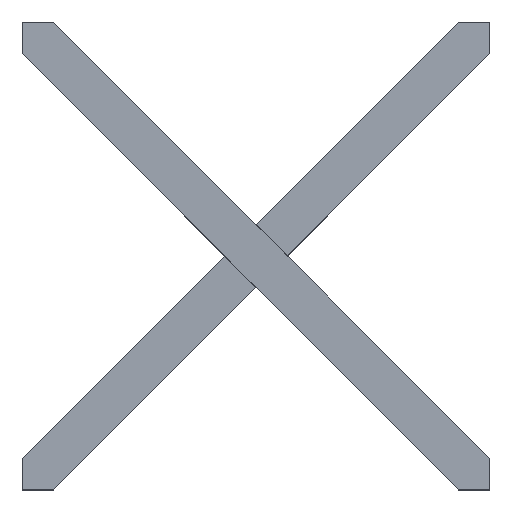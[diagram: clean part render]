
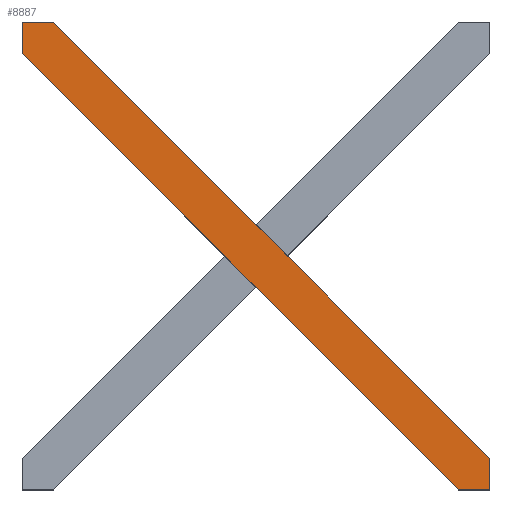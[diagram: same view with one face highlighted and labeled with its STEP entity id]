
A CAD part, top view. The second image highlights one B-rep face of the part: STEP entity #8887.
In plain terms, the highlighted planar face has unit normal (0, 0, 1).
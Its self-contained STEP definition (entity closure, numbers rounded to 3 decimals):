
#41 = DIRECTION ( 'NONE',  ( 0.707, -0.707, 0. ) ) ;
#209 = EDGE_LOOP ( 'NONE', ( #2322, #10540, #3719, #758, #3189, #1921, #9410, #9737, #7703, #8484, #13513, #2314, #3516, #6118 ) ) ;
#322 = CARTESIAN_POINT ( 'NONE',  ( -4.243, 4.243, 12. ) ) ;
#415 = LINE ( 'NONE', #2228, #11485 ) ;
#705 = EDGE_CURVE ( 'NONE', #6866, #11227, #3647, .T. ) ;
#758 = ORIENTED_EDGE ( 'NONE', *, *, #705, .T. ) ;
#829 = LINE ( 'NONE', #8349, #9736 ) ;
#944 = CARTESIAN_POINT ( 'NONE',  ( 62.5, -54.015, 12. ) ) ;
#1150 = VECTOR ( 'NONE', #6051, 1000. ) ;
#1244 = PLANE ( 'NONE',  #9876 ) ;
#1546 = CARTESIAN_POINT ( 'NONE',  ( -8.485, 0., 12. ) ) ;
#1644 = VERTEX_POINT ( 'NONE', #1546 ) ;
#1921 = ORIENTED_EDGE ( 'NONE', *, *, #8467, .T. ) ;
#2228 = CARTESIAN_POINT ( 'NONE',  ( 0., -8.485, 12. ) ) ;
#2234 = LINE ( 'NONE', #8753, #11621 ) ;
#2288 = VERTEX_POINT ( 'NONE', #5584 ) ;
#2314 = ORIENTED_EDGE ( 'NONE', *, *, #13837, .T. ) ;
#2322 = ORIENTED_EDGE ( 'NONE', *, *, #5696, .F. ) ;
#2349 = EDGE_CURVE ( 'NONE', #8039, #2288, #10183, .T. ) ;
#2711 = VECTOR ( 'NONE', #4811, 1000. ) ;
#2752 = CARTESIAN_POINT ( 'NONE',  ( 0.035, -8.45, 12. ) ) ;
#2912 = DIRECTION ( 'NONE',  ( -0.707, -0.707, 0. ) ) ;
#3189 = ORIENTED_EDGE ( 'NONE', *, *, #5198, .T. ) ;
#3194 = LINE ( 'NONE', #8663, #3702 ) ;
#3422 = EDGE_CURVE ( 'NONE', #6263, #10762, #415, .T. ) ;
#3516 = ORIENTED_EDGE ( 'NONE', *, *, #11028, .T. ) ;
#3647 = LINE ( 'NONE', #6763, #5168 ) ;
#3702 = VECTOR ( 'NONE', #8886, 1000. ) ;
#3719 = ORIENTED_EDGE ( 'NONE', *, *, #13288, .F. ) ;
#3738 = CARTESIAN_POINT ( 'NONE',  ( 8.485, 0., 12. ) ) ;
#3834 = DIRECTION ( 'NONE',  ( -0.707, 0.707, 0. ) ) ;
#4136 = VERTEX_POINT ( 'NONE', #3738 ) ;
#4528 = CARTESIAN_POINT ( 'NONE',  ( 0.035, -8.45, 12. ) ) ;
#4727 = LINE ( 'NONE', #9181, #11266 ) ;
#4811 = DIRECTION ( 'NONE',  ( 0.707, 0.707, 0. ) ) ;
#4912 = CARTESIAN_POINT ( 'NONE',  ( 62.5, -62.5, 12. ) ) ;
#4987 = DIRECTION ( 'NONE',  ( -0.707, -0.707, 0. ) ) ;
#5168 = VECTOR ( 'NONE', #9996, 1000. ) ;
#5198 = EDGE_CURVE ( 'NONE', #11227, #6146, #2234, .T. ) ;
#5577 = CARTESIAN_POINT ( 'NONE',  ( 54.015, -62.5, 12. ) ) ;
#5584 = CARTESIAN_POINT ( 'NONE',  ( 8.45, -0.035, 12. ) ) ;
#5696 = EDGE_CURVE ( 'NONE', #2288, #4136, #8439, .T. ) ;
#6051 = DIRECTION ( 'NONE',  ( -0.707, 0.707, 0. ) ) ;
#6118 = ORIENTED_EDGE ( 'NONE', *, *, #13481, .T. ) ;
#6146 = VERTEX_POINT ( 'NONE', #8038 ) ;
#6193 = VECTOR ( 'NONE', #4987, 1000. ) ;
#6263 = VERTEX_POINT ( 'NONE', #9511 ) ;
#6595 = EDGE_CURVE ( 'NONE', #10361, #13790, #8787, .T. ) ;
#6763 = CARTESIAN_POINT ( 'NONE',  ( -54.015, 62.5, 12. ) ) ;
#6854 = LINE ( 'NONE', #8054, #1150 ) ;
#6866 = VERTEX_POINT ( 'NONE', #7872 ) ;
#6911 = EDGE_CURVE ( 'NONE', #6263, #10361, #8262, .T. ) ;
#7163 = DIRECTION ( 'NONE',  ( 0., 1., 0. ) ) ;
#7189 = EDGE_CURVE ( 'NONE', #13790, #1644, #4727, .T. ) ;
#7196 = CARTESIAN_POINT ( 'NONE',  ( 54.015, -62.5, 12. ) ) ;
#7234 = FACE_OUTER_BOUND ( 'NONE', #209, .T. ) ;
#7358 = LINE ( 'NONE', #322, #6193 ) ;
#7527 = LINE ( 'NONE', #5577, #9023 ) ;
#7611 = VECTOR ( 'NONE', #10040, 1000. ) ;
#7703 = ORIENTED_EDGE ( 'NONE', *, *, #6595, .F. ) ;
#7822 = DIRECTION ( 'NONE',  ( 0.707, -0.707, 0. ) ) ;
#7872 = CARTESIAN_POINT ( 'NONE',  ( 0., 8.485, 12. ) ) ;
#8038 = CARTESIAN_POINT ( 'NONE',  ( -62.5, 62.5, 12. ) ) ;
#8039 = VERTEX_POINT ( 'NONE', #11958 ) ;
#8054 = CARTESIAN_POINT ( 'NONE',  ( 8.485, 0., 12. ) ) ;
#8255 = DIRECTION ( 'NONE',  ( 0.707, -0.707, 0. ) ) ;
#8262 = LINE ( 'NONE', #10933, #7611 ) ;
#8349 = CARTESIAN_POINT ( 'NONE',  ( -62.5, 54.015, 12. ) ) ;
#8429 = CARTESIAN_POINT ( 'NONE',  ( -62.5, 54.015, 12. ) ) ;
#8439 = LINE ( 'NONE', #9236, #2711 ) ;
#8467 = EDGE_CURVE ( 'NONE', #6146, #13156, #3194, .T. ) ;
#8484 = ORIENTED_EDGE ( 'NONE', *, *, #6911, .F. ) ;
#8663 = CARTESIAN_POINT ( 'NONE',  ( -62.5, 62.5, 12. ) ) ;
#8743 = DIRECTION ( 'NONE',  ( 1., 0., 0. ) ) ;
#8753 = CARTESIAN_POINT ( 'NONE',  ( -62.5, 62.5, 12. ) ) ;
#8787 = LINE ( 'NONE', #2752, #13621 ) ;
#8886 = DIRECTION ( 'NONE',  ( 0., -1., 0. ) ) ;
#8887 = ADVANCED_FACE ( 'NONE', ( #7234 ), #1244, .T. ) ;
#9023 = VECTOR ( 'NONE', #11897, 1000. ) ;
#9181 = CARTESIAN_POINT ( 'NONE',  ( -8.521, -0.035, 12. ) ) ;
#9236 = CARTESIAN_POINT ( 'NONE',  ( 8.45, -0.035, 12. ) ) ;
#9410 = ORIENTED_EDGE ( 'NONE', *, *, #10076, .T. ) ;
#9511 = CARTESIAN_POINT ( 'NONE',  ( 0., -8.485, 12. ) ) ;
#9639 = CARTESIAN_POINT ( 'NONE',  ( 0., 0., 12. ) ) ;
#9644 = DIRECTION ( 'NONE',  ( -1., 0., 0. ) ) ;
#9736 = VECTOR ( 'NONE', #8255, 1000. ) ;
#9737 = ORIENTED_EDGE ( 'NONE', *, *, #7189, .F. ) ;
#9876 = AXIS2_PLACEMENT_3D ( 'NONE', #9639, #10893, #8743 ) ;
#9996 = DIRECTION ( 'NONE',  ( -0.707, 0.707, 0. ) ) ;
#10040 = DIRECTION ( 'NONE',  ( 0.707, 0.707, 0. ) ) ;
#10076 = EDGE_CURVE ( 'NONE', #13156, #1644, #829, .T. ) ;
#10183 = LINE ( 'NONE', #11090, #12660 ) ;
#10361 = VERTEX_POINT ( 'NONE', #4528 ) ;
#10540 = ORIENTED_EDGE ( 'NONE', *, *, #2349, .F. ) ;
#10762 = VERTEX_POINT ( 'NONE', #7196 ) ;
#10867 = CARTESIAN_POINT ( 'NONE',  ( -8.45, 0.035, 12. ) ) ;
#10893 = DIRECTION ( 'NONE',  ( 0., 0., 1. ) ) ;
#10933 = CARTESIAN_POINT ( 'NONE',  ( 4.243, -4.243, 12. ) ) ;
#11028 = EDGE_CURVE ( 'NONE', #11605, #12779, #13718, .T. ) ;
#11090 = CARTESIAN_POINT ( 'NONE',  ( 8.45, -0.035, 12. ) ) ;
#11227 = VERTEX_POINT ( 'NONE', #12777 ) ;
#11266 = VECTOR ( 'NONE', #2912, 1000. ) ;
#11485 = VECTOR ( 'NONE', #41, 1000. ) ;
#11557 = VECTOR ( 'NONE', #7163, 1000. ) ;
#11605 = VERTEX_POINT ( 'NONE', #4912 ) ;
#11621 = VECTOR ( 'NONE', #9644, 1000. ) ;
#11897 = DIRECTION ( 'NONE',  ( 1., 0., 0. ) ) ;
#11958 = CARTESIAN_POINT ( 'NONE',  ( -0.035, 8.45, 12. ) ) ;
#12660 = VECTOR ( 'NONE', #7822, 1000. ) ;
#12777 = CARTESIAN_POINT ( 'NONE',  ( -54.015, 62.5, 12. ) ) ;
#12779 = VERTEX_POINT ( 'NONE', #944 ) ;
#13156 = VERTEX_POINT ( 'NONE', #8429 ) ;
#13288 = EDGE_CURVE ( 'NONE', #6866, #8039, #7358, .T. ) ;
#13481 = EDGE_CURVE ( 'NONE', #12779, #4136, #6854, .T. ) ;
#13513 = ORIENTED_EDGE ( 'NONE', *, *, #3422, .T. ) ;
#13556 = CARTESIAN_POINT ( 'NONE',  ( 62.5, -54.015, 12. ) ) ;
#13621 = VECTOR ( 'NONE', #3834, 1000. ) ;
#13718 = LINE ( 'NONE', #13556, #11557 ) ;
#13790 = VERTEX_POINT ( 'NONE', #10867 ) ;
#13837 = EDGE_CURVE ( 'NONE', #10762, #11605, #7527, .T. ) ;
